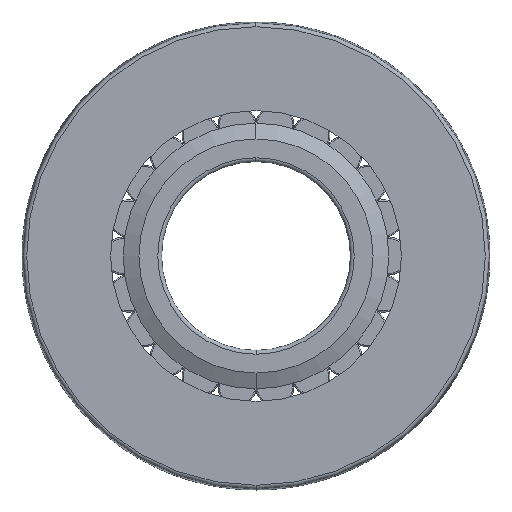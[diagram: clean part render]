
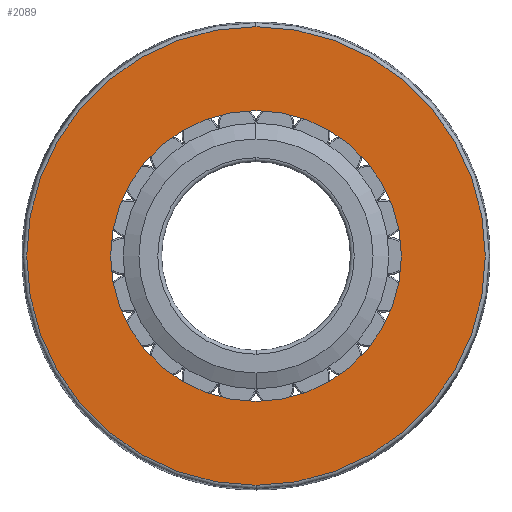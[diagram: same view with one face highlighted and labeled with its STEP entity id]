
A CAD part, left-side view. The second image highlights one B-rep face of the part: STEP entity #2089.
In plain terms, the highlighted planar face has unit normal (-1, 0, 0).
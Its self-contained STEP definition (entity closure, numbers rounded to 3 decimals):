
#14 = EDGE_CURVE ( 'NONE', #2813, #2328, #1730, .T. ) ;
#81 = ORIENTED_EDGE ( 'NONE', *, *, #2946, .F. ) ;
#297 = ORIENTED_EDGE ( 'NONE', *, *, #14, .T. ) ;
#411 = DIRECTION ( 'NONE',  ( 0., 0., -1. ) ) ;
#703 = CIRCLE ( 'NONE', #1864, 19.252 ) ;
#714 = DIRECTION ( 'NONE',  ( 1., 0., 0. ) ) ;
#836 = EDGE_CURVE ( 'NONE', #1601, #2934, #966, .T. ) ;
#896 = DIRECTION ( 'NONE',  ( 0., 0., -1. ) ) ;
#934 = CARTESIAN_POINT ( 'NONE',  ( 0.5, 0., 0. ) ) ;
#966 = CIRCLE ( 'NONE', #1736, 30.368 ) ;
#995 = FACE_OUTER_BOUND ( 'NONE', #2839, .T. ) ;
#1022 = CARTESIAN_POINT ( 'NONE',  ( 0.5, 0., -19.252 ) ) ;
#1194 = EDGE_CURVE ( 'NONE', #2328, #2813, #703, .T. ) ;
#1406 = AXIS2_PLACEMENT_3D ( 'NONE', #2517, #714, #2555 ) ;
#1432 = CARTESIAN_POINT ( 'NONE',  ( 0.5, 0., 19.252 ) ) ;
#1487 = FACE_BOUND ( 'NONE', #2711, .T. ) ;
#1511 = CARTESIAN_POINT ( 'NONE',  ( 0.5, 0., 30.368 ) ) ;
#1519 = CARTESIAN_POINT ( 'NONE',  ( 0.5, 0., 0. ) ) ;
#1526 = CARTESIAN_POINT ( 'NONE',  ( 0.5, 30.368, 0. ) ) ;
#1572 = CIRCLE ( 'NONE', #1406, 30.368 ) ;
#1601 = VERTEX_POINT ( 'NONE', #1511 ) ;
#1717 = DIRECTION ( 'NONE',  ( 1., 0., 0. ) ) ;
#1730 = CIRCLE ( 'NONE', #2717, 19.252 ) ;
#1736 = AXIS2_PLACEMENT_3D ( 'NONE', #934, #1915, #1935 ) ;
#1864 = AXIS2_PLACEMENT_3D ( 'NONE', #2218, #1717, #411 ) ;
#1915 = DIRECTION ( 'NONE',  ( 1., 0., 0. ) ) ;
#1927 = ORIENTED_EDGE ( 'NONE', *, *, #836, .F. ) ;
#1935 = DIRECTION ( 'NONE',  ( 0., 0., -1. ) ) ;
#1966 = DIRECTION ( 'NONE',  ( 0., 0., 1. ) ) ;
#2019 = ORIENTED_EDGE ( 'NONE', *, *, #1194, .T. ) ;
#2089 = ADVANCED_FACE ( 'NONE', ( #1487, #995 ), #3026, .T. ) ;
#2179 = DIRECTION ( 'NONE',  ( 1., 0., 0. ) ) ;
#2218 = CARTESIAN_POINT ( 'NONE',  ( 0.5, 0., 0. ) ) ;
#2277 = DIRECTION ( 'NONE',  ( -1., 0., 0. ) ) ;
#2328 = VERTEX_POINT ( 'NONE', #1022 ) ;
#2517 = CARTESIAN_POINT ( 'NONE',  ( 0.5, 0., 0. ) ) ;
#2555 = DIRECTION ( 'NONE',  ( 0., 0., -1. ) ) ;
#2711 = EDGE_LOOP ( 'NONE', ( #2019, #297 ) ) ;
#2717 = AXIS2_PLACEMENT_3D ( 'NONE', #1519, #2179, #896 ) ;
#2813 = VERTEX_POINT ( 'NONE', #1432 ) ;
#2814 = CARTESIAN_POINT ( 'NONE',  ( 0.5, 0., -30.368 ) ) ;
#2839 = EDGE_LOOP ( 'NONE', ( #81, #1927 ) ) ;
#2934 = VERTEX_POINT ( 'NONE', #2814 ) ;
#2946 = EDGE_CURVE ( 'NONE', #2934, #1601, #1572, .T. ) ;
#3026 = PLANE ( 'NONE',  #3126 ) ;
#3126 = AXIS2_PLACEMENT_3D ( 'NONE', #1526, #2277, #1966 ) ;
